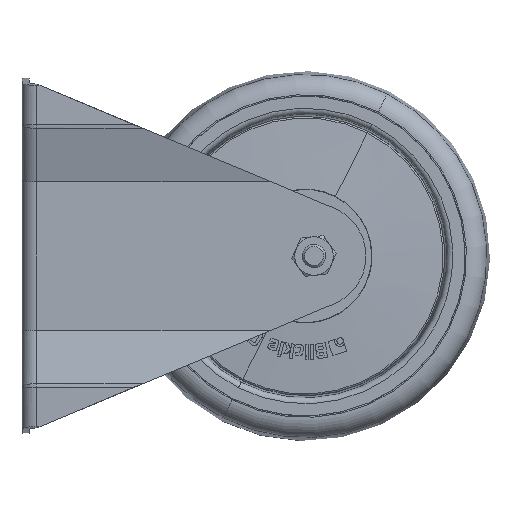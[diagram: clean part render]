
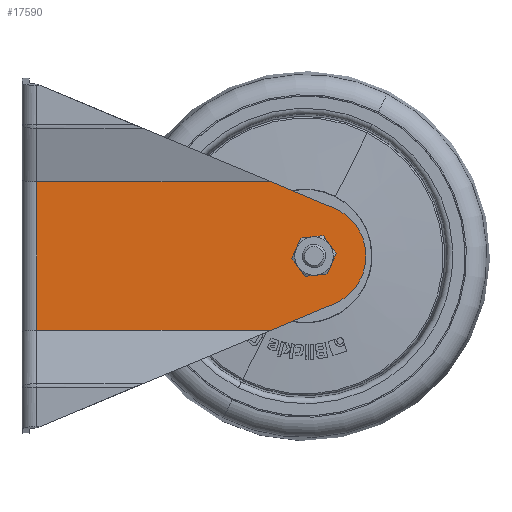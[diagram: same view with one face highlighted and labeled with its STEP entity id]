
A CAD part, left-side view. The second image highlights one B-rep face of the part: STEP entity #17590.
In plain terms, the highlighted face is planar.
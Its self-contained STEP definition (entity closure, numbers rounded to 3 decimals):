
#88 = CARTESIAN_POINT ( 'NONE',  ( -25., -21., 130. ) ) ;
#356 = CARTESIAN_POINT ( 'NONE',  ( 25., -21., 84.034 ) ) ;
#3865 = DIRECTION ( 'NONE',  ( 0., -1., 0. ) ) ;
#4737 = ORIENTED_EDGE ( 'NONE', *, *, #18093, .F. ) ;
#5923 = LINE ( 'NONE', #72578, #41490 ) ;
#6143 = CARTESIAN_POINT ( 'NONE',  ( 25., -21., 130. ) ) ;
#7253 = DIRECTION ( 'NONE',  ( 0., 0., -1. ) ) ;
#8204 = VECTOR ( 'NONE', #77173, 1000. ) ;
#9308 = DIRECTION ( 'NONE',  ( 0., -1., 0. ) ) ;
#14118 = VERTEX_POINT ( 'NONE', #75872 ) ;
#14233 = CARTESIAN_POINT ( 'NONE',  ( -16.15, -21., 105.24 ) ) ;
#14356 = VECTOR ( 'NONE', #40371, 1000. ) ;
#16031 = DIRECTION ( 'NONE',  ( 0., -1., 0. ) ) ;
#16264 = PLANE ( 'NONE',  #18268 ) ;
#17590 = ADVANCED_FACE ( 'NONE', ( #65738, #84666 ), #16264, .T. ) ;
#18093 = EDGE_CURVE ( 'NONE', #60147, #68241, #73510, .T. ) ;
#18268 = AXIS2_PLACEMENT_3D ( 'NONE', #80071, #66041, #23422 ) ;
#23422 = DIRECTION ( 'NONE',  ( 1., 0., 0. ) ) ;
#25005 = ORIENTED_EDGE ( 'NONE', *, *, #46686, .F. ) ;
#27072 = LINE ( 'NONE', #69997, #8204 ) ;
#29336 = EDGE_CURVE ( 'NONE', #34086, #48875, #81753, .T. ) ;
#29370 = CARTESIAN_POINT ( 'NONE',  ( 16.15, -21., 105.24 ) ) ;
#29678 = ORIENTED_EDGE ( 'NONE', *, *, #45729, .T. ) ;
#31391 = ORIENTED_EDGE ( 'NONE', *, *, #29336, .F. ) ;
#33245 = LINE ( 'NONE', #68762, #14356 ) ;
#34086 = VERTEX_POINT ( 'NONE', #356 ) ;
#34320 = AXIS2_PLACEMENT_3D ( 'NONE', #46477, #3865, #53658 ) ;
#37536 = EDGE_CURVE ( 'NONE', #14118, #48875, #5923, .T. ) ;
#37791 = VECTOR ( 'NONE', #7253, 1000. ) ;
#38503 = AXIS2_PLACEMENT_3D ( 'NONE', #51954, #9308, #59138 ) ;
#39098 = ORIENTED_EDGE ( 'NONE', *, *, #53541, .T. ) ;
#40371 = DIRECTION ( 'NONE',  ( 0.385, 0., 0.923 ) ) ;
#41058 = CARTESIAN_POINT ( 'NONE',  ( 0., -21., 94.25 ) ) ;
#41490 = VECTOR ( 'NONE', #79685, 1000. ) ;
#42745 = EDGE_LOOP ( 'NONE', ( #4737, #44820 ) ) ;
#43842 = VECTOR ( 'NONE', #56567, 1000. ) ;
#44820 = ORIENTED_EDGE ( 'NONE', *, *, #60451, .F. ) ;
#45314 = EDGE_CURVE ( 'NONE', #62309, #81147, #79493, .T. ) ;
#45729 = EDGE_CURVE ( 'NONE', #47601, #14118, #56794, .T. ) ;
#46477 = CARTESIAN_POINT ( 'NONE',  ( 0., -21., 98.5 ) ) ;
#46686 = EDGE_CURVE ( 'NONE', #47601, #81147, #33245, .T. ) ;
#47601 = VERTEX_POINT ( 'NONE', #47998 ) ;
#47998 = CARTESIAN_POINT ( 'NONE',  ( -25., -21., 84.034 ) ) ;
#48875 = VERTEX_POINT ( 'NONE', #75612 ) ;
#51954 = CARTESIAN_POINT ( 'NONE',  ( 0., -21., 98.5 ) ) ;
#53541 = EDGE_CURVE ( 'NONE', #34086, #62309, #27072, .T. ) ;
#53658 = DIRECTION ( 'NONE',  ( 1., 0., 0. ) ) ;
#55018 = CARTESIAN_POINT ( 'NONE',  ( 0., -21., 102.75 ) ) ;
#56567 = DIRECTION ( 'NONE',  ( 0., 0., -1. ) ) ;
#56794 = LINE ( 'NONE', #88, #37791 ) ;
#58720 = CARTESIAN_POINT ( 'NONE',  ( 0., -21., 98.5 ) ) ;
#59138 = DIRECTION ( 'NONE',  ( 1., 0., 0. ) ) ;
#60147 = VERTEX_POINT ( 'NONE', #55018 ) ;
#60451 = EDGE_CURVE ( 'NONE', #68241, #60147, #90366, .T. ) ;
#62309 = VERTEX_POINT ( 'NONE', #29370 ) ;
#65738 = FACE_BOUND ( 'NONE', #42745, .T. ) ;
#65815 = DIRECTION ( 'NONE',  ( 1., 0., 0. ) ) ;
#65877 = EDGE_LOOP ( 'NONE', ( #39098, #76463, #25005, #29678, #85045, #31391 ) ) ;
#66041 = DIRECTION ( 'NONE',  ( 0., -1., 0. ) ) ;
#68241 = VERTEX_POINT ( 'NONE', #41058 ) ;
#68762 = CARTESIAN_POINT ( 'NONE',  ( -4.954, -21., 132.068 ) ) ;
#69997 = CARTESIAN_POINT ( 'NONE',  ( 4.954, -21., 132.068 ) ) ;
#72578 = CARTESIAN_POINT ( 'NONE',  ( 25., -21., 5. ) ) ;
#73510 = CIRCLE ( 'NONE', #38503, 4.25 ) ;
#73829 = AXIS2_PLACEMENT_3D ( 'NONE', #58720, #16031, #65815 ) ;
#75612 = CARTESIAN_POINT ( 'NONE',  ( 25., -21., 5. ) ) ;
#75872 = CARTESIAN_POINT ( 'NONE',  ( -25., -21., 5. ) ) ;
#76463 = ORIENTED_EDGE ( 'NONE', *, *, #45314, .T. ) ;
#77173 = DIRECTION ( 'NONE',  ( -0.385, 0., 0.923 ) ) ;
#79493 = CIRCLE ( 'NONE', #73829, 17.5 ) ;
#79685 = DIRECTION ( 'NONE',  ( 1., 0., 0. ) ) ;
#80071 = CARTESIAN_POINT ( 'NONE',  ( 0., -21., 130. ) ) ;
#81147 = VERTEX_POINT ( 'NONE', #14233 ) ;
#81753 = LINE ( 'NONE', #6143, #43842 ) ;
#84666 = FACE_OUTER_BOUND ( 'NONE', #65877, .T. ) ;
#85045 = ORIENTED_EDGE ( 'NONE', *, *, #37536, .T. ) ;
#90366 = CIRCLE ( 'NONE', #34320, 4.25 ) ;
